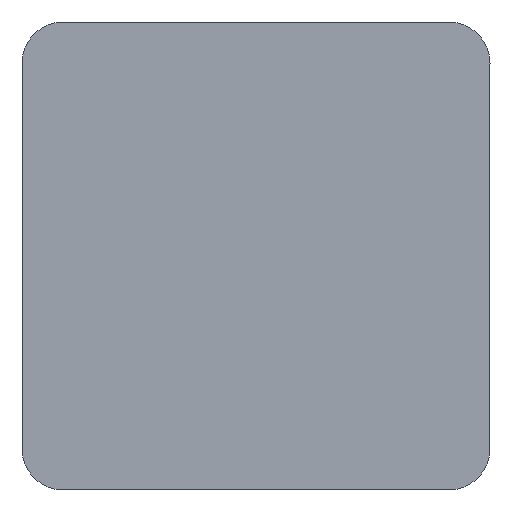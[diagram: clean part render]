
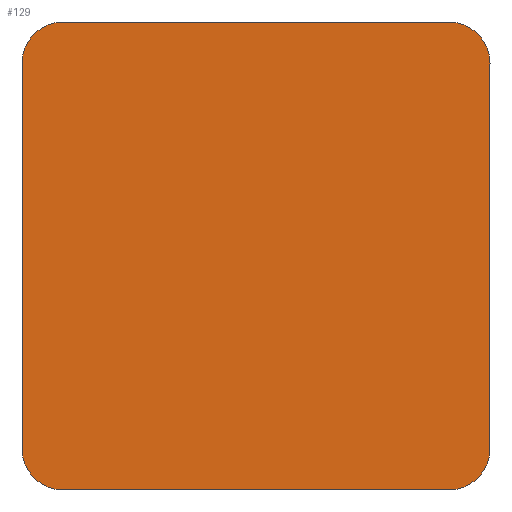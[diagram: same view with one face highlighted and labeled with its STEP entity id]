
A CAD part, top view. The second image highlights one B-rep face of the part: STEP entity #129.
In plain terms, the highlighted planar face has unit normal (0, 0, 1).
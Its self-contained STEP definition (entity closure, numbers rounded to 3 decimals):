
#87=EDGE_CURVE('',#107,#199,#221,.T.);
#99=VERTEX_POINT('',#234);
#107=VERTEX_POINT('',#243);
#109=VERTEX_POINT('',#245);
#127=VERTEX_POINT('',#265);
#129=ADVANCED_FACE('',(#267),#268,.T.);
#143=EDGE_CURVE('',#99,#151,#285,.T.);
#145=EDGE_CURVE('',#199,#99,#287,.T.);
#147=EDGE_CURVE('',#151,#193,#289,.T.);
#149=EDGE_CURVE('',#193,#109,#291,.T.);
#151=VERTEX_POINT('',#293);
#155=VERTEX_POINT('',#298);
#173=EDGE_CURVE('',#109,#155,#319,.T.);
#177=EDGE_CURVE('',#155,#127,#323,.T.);
#183=EDGE_CURVE('',#127,#107,#329,.T.);
#193=VERTEX_POINT('',#341);
#199=VERTEX_POINT('',#347);
#221=LINE('',#364,#365);
#234=CARTESIAN_POINT('',(9.07,0.8,0.0));
#243=CARTESIAN_POINT('',(0.8,0.0,0.0));
#245=CARTESIAN_POINT('',(0.8,9.07,0.0));
#265=CARTESIAN_POINT('',(0.0,0.8,0.0));
#267=FACE_OUTER_BOUND('',#426,.T.);
#268=PLANE('',#427);
#285=LINE('',#447,#448);
#287=CIRCLE('',#451,0.8);
#289=CIRCLE('',#454,0.8);
#291=LINE('',#457,#458);
#293=CARTESIAN_POINT('',(9.07,8.27,0.0));
#298=CARTESIAN_POINT('',(0.,8.27,0.0));
#319=CIRCLE('',#497,0.8);
#323=LINE('',#504,#505);
#329=CIRCLE('',#514,0.8);
#341=CARTESIAN_POINT('',(8.27,9.07,0.0));
#347=CARTESIAN_POINT('',(8.27,0.0,0.0));
#364=CARTESIAN_POINT('',(0.8,0.0,0.0));
#365=VECTOR('',#540,1.0);
#426=EDGE_LOOP('',(#581,#582,#583,#584,#585,#586,#587,#588));
#427=AXIS2_PLACEMENT_3D('',#589,#590,#591);
#447=CARTESIAN_POINT('',(9.07,0.8,0.0));
#448=VECTOR('',#616,1.0);
#451=AXIS2_PLACEMENT_3D('',#617,#618,#619);
#454=AXIS2_PLACEMENT_3D('',#620,#621,#622);
#457=CARTESIAN_POINT('',(8.27,9.07,0.0));
#458=VECTOR('',#623,1.0);
#497=AXIS2_PLACEMENT_3D('',#660,#661,#662);
#504=CARTESIAN_POINT('',(0.0,8.27,0.0));
#505=VECTOR('',#664,1.0);
#514=AXIS2_PLACEMENT_3D('',#666,#667,#668);
#540=DIRECTION('',(1.0,0.0,0.0));
#581=ORIENTED_EDGE('',*,*,#87,.T.);
#582=ORIENTED_EDGE('',*,*,#145,.T.);
#583=ORIENTED_EDGE('',*,*,#143,.T.);
#584=ORIENTED_EDGE('',*,*,#147,.T.);
#585=ORIENTED_EDGE('',*,*,#149,.T.);
#586=ORIENTED_EDGE('',*,*,#173,.T.);
#587=ORIENTED_EDGE('',*,*,#177,.T.);
#588=ORIENTED_EDGE('',*,*,#183,.T.);
#589=CARTESIAN_POINT('',(4.535,4.535,0.0));
#590=DIRECTION('',(0.0,0.0,1.0));
#591=DIRECTION('',(1.0,0.0,0.0));
#616=DIRECTION('',(0.0,1.0,0.0));
#617=CARTESIAN_POINT('',(8.27,0.8,0.0));
#618=DIRECTION('',(0.0,0.0,1.0));
#619=DIRECTION('',(0.,-1.0,0.0));
#620=CARTESIAN_POINT('',(8.27,8.27,0.0));
#621=DIRECTION('',(0.0,-0.0,1.0));
#622=DIRECTION('',(1.0,0.,0.0));
#623=DIRECTION('',(-1.0,0.0,0.0));
#660=CARTESIAN_POINT('',(0.8,8.27,0.0));
#661=DIRECTION('',(0.0,0.0,1.0));
#662=DIRECTION('',(0.,1.0,0.0));
#664=DIRECTION('',(0.0,-1.0,0.0));
#666=CARTESIAN_POINT('',(0.8,0.8,0.0));
#667=DIRECTION('',(0.0,0.0,1.0));
#668=DIRECTION('',(-1.0,0.,0.0));
